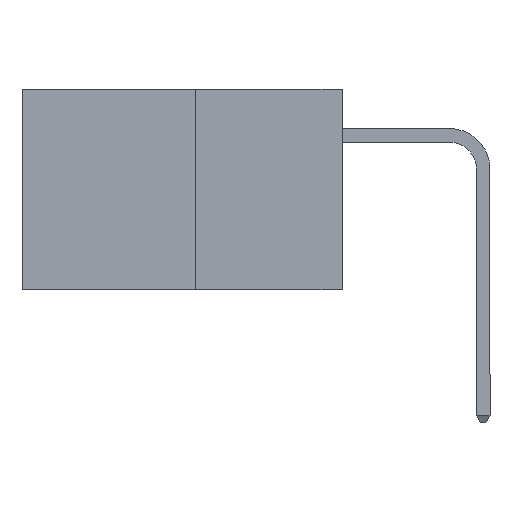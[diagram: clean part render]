
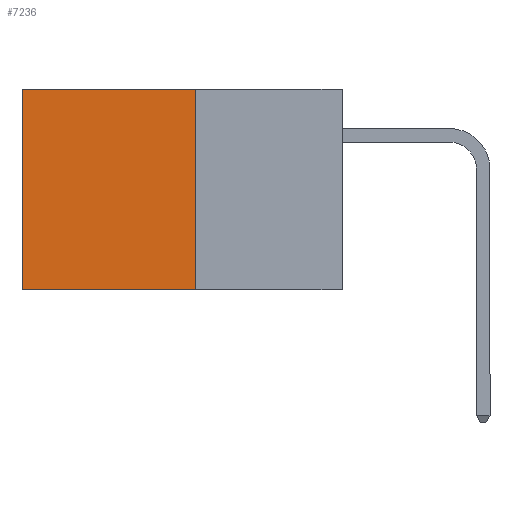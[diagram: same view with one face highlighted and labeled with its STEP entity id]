
A CAD part, left-side view. The second image highlights one B-rep face of the part: STEP entity #7236.
In plain terms, the highlighted planar face has unit normal (-1, 0, 0).
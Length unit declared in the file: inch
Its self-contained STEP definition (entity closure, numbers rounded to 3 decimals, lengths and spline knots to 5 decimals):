
#20 = VECTOR ( 'NONE', #2182, 39.37008 ) ;
#408 = LINE ( 'NONE', #1325, #3868 ) ;
#1157 = LINE ( 'NONE', #4048, #6506 ) ;
#1260 = DIRECTION ( 'NONE',  ( 0., 1., 0. ) ) ;
#1325 = CARTESIAN_POINT ( 'NONE',  ( 0.277, 0.27, -0.37 ) ) ;
#1442 = VERTEX_POINT ( 'NONE', #5544 ) ;
#1466 = FACE_OUTER_BOUND ( 'NONE', #3146, .T. ) ;
#1664 = ORIENTED_EDGE ( 'NONE', *, *, #4004, .T. ) ;
#1673 = ORIENTED_EDGE ( 'NONE', *, *, #8773, .F. ) ;
#1733 = ORIENTED_EDGE ( 'NONE', *, *, #5003, .F. ) ;
#1747 = ORIENTED_EDGE ( 'NONE', *, *, #9533, .T. ) ;
#1898 = DIRECTION ( 'NONE',  ( 0., 0., -1. ) ) ;
#2182 = DIRECTION ( 'NONE',  ( 0., 0., -1. ) ) ;
#2214 = CARTESIAN_POINT ( 'NONE',  ( 0.277, 0.27, -0.37 ) ) ;
#2955 = VERTEX_POINT ( 'NONE', #4802 ) ;
#3146 = EDGE_LOOP ( 'NONE', ( #1664, #1673, #1733, #1747 ) ) ;
#3868 = VECTOR ( 'NONE', #1260, 39.37008 ) ;
#3993 = CARTESIAN_POINT ( 'NONE',  ( 0.277, 0.59, -0.37 ) ) ;
#4004 = EDGE_CURVE ( 'NONE', #2955, #7904, #7552, .T. ) ;
#4048 = CARTESIAN_POINT ( 'NONE',  ( 0.277, 0.27, 0. ) ) ;
#4079 = DIRECTION ( 'NONE',  ( 0., 1., 0. ) ) ;
#4126 = CARTESIAN_POINT ( 'NONE',  ( 0.277, 0.27, 0. ) ) ;
#4802 = CARTESIAN_POINT ( 'NONE',  ( 0.277, 0.59, 0. ) ) ;
#4993 = DIRECTION ( 'NONE',  ( 0., 0., -1. ) ) ;
#5003 = EDGE_CURVE ( 'NONE', #6898, #1442, #6144, .T. ) ;
#5544 = CARTESIAN_POINT ( 'NONE',  ( 0.277, 0.27, -0.37 ) ) ;
#5587 = VECTOR ( 'NONE', #4993, 39.37008 ) ;
#6144 = LINE ( 'NONE', #2214, #20 ) ;
#6506 = VECTOR ( 'NONE', #4079, 39.37008 ) ;
#6898 = VERTEX_POINT ( 'NONE', #4126 ) ;
#6921 = DIRECTION ( 'NONE',  ( 1., 0., 0. ) ) ;
#7158 = AXIS2_PLACEMENT_3D ( 'NONE', #8986, #6921, #1898 ) ;
#7236 = ADVANCED_FACE ( 'NONE', ( #1466 ), #9039, .F. ) ;
#7552 = LINE ( 'NONE', #3993, #5587 ) ;
#7904 = VERTEX_POINT ( 'NONE', #9183 ) ;
#8773 = EDGE_CURVE ( 'NONE', #1442, #7904, #408, .T. ) ;
#8986 = CARTESIAN_POINT ( 'NONE',  ( 0.277, 0.27, -0.37 ) ) ;
#9039 = PLANE ( 'NONE',  #7158 ) ;
#9183 = CARTESIAN_POINT ( 'NONE',  ( 0.277, 0.59, -0.37 ) ) ;
#9533 = EDGE_CURVE ( 'NONE', #6898, #2955, #1157, .T. ) ;
